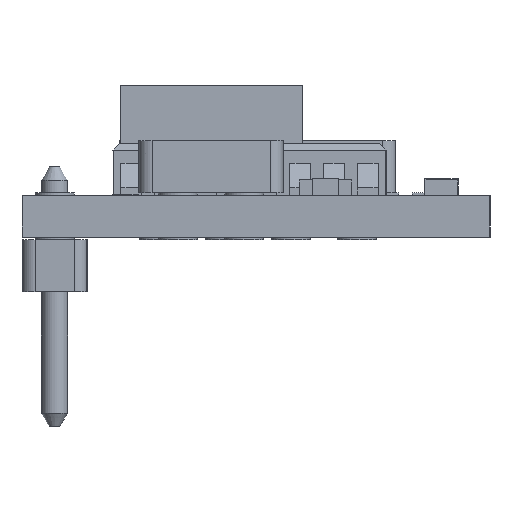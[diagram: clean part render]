
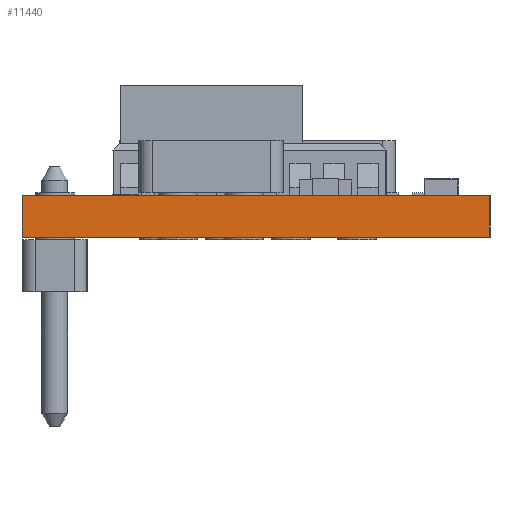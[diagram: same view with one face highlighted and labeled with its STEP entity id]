
A CAD part, left-side view. The second image highlights one B-rep face of the part: STEP entity #11440.
In plain terms, the highlighted planar face has unit normal (-1, 0, 0).
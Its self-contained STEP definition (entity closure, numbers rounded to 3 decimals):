
#6211=CARTESIAN_POINT('',(-20.75,9.,1.6));
#6212=VERTEX_POINT('',#6211);
#6219=CARTESIAN_POINT('',(-20.75,-9.,1.6));
#6220=VERTEX_POINT('',#6219);
#6221=CARTESIAN_POINT('',(-20.75,9.,1.6));
#6222=DIRECTION('',(0.,-1.,0.));
#6223=VECTOR('',#6222,18.);
#6224=LINE('',#6221,#6223);
#6225=EDGE_CURVE('',#6212,#6220,#6224,.T.);
#11397=CARTESIAN_POINT('',(-20.75,9.,0.));
#11398=VERTEX_POINT('',#11397);
#11405=CARTESIAN_POINT('',(-20.75,9.,1.6));
#11406=DIRECTION('',(0.,0.,-1.));
#11407=VECTOR('',#11406,1.6);
#11408=LINE('',#11405,#11407);
#11409=EDGE_CURVE('',#6212,#11398,#11408,.T.);
#11417=CARTESIAN_POINT('',(-20.75,9.,1.6));
#11418=DIRECTION('',(1.,0.,0.));
#11419=DIRECTION('',(-0.,1.,0.));
#11420=AXIS2_PLACEMENT_3D('',#11417,#11418,#11419);
#11421=PLANE('',#11420);
#11422=CARTESIAN_POINT('',(-20.75,-9.,0.));
#11423=VERTEX_POINT('',#11422);
#11424=CARTESIAN_POINT('',(-20.75,9.,0.));
#11425=DIRECTION('',(0.,-1.,0.));
#11426=VECTOR('',#11425,18.);
#11427=LINE('',#11424,#11426);
#11428=EDGE_CURVE('',#11398,#11423,#11427,.T.);
#11429=ORIENTED_EDGE('',*,*,#11428,.T.);
#11430=CARTESIAN_POINT('',(-20.75,-9.,1.6));
#11431=DIRECTION('',(0.,0.,-1.));
#11432=VECTOR('',#11431,1.6);
#11433=LINE('',#11430,#11432);
#11434=EDGE_CURVE('',#6220,#11423,#11433,.T.);
#11435=ORIENTED_EDGE('',*,*,#11434,.F.);
#11436=ORIENTED_EDGE('',*,*,#6225,.F.);
#11437=ORIENTED_EDGE('',*,*,#11409,.T.);
#11438=EDGE_LOOP('',(#11429,#11435,#11436,#11437));
#11439=FACE_BOUND('',#11438,.T.);
#11440=ADVANCED_FACE('',(#11439),#11421,.F.);
